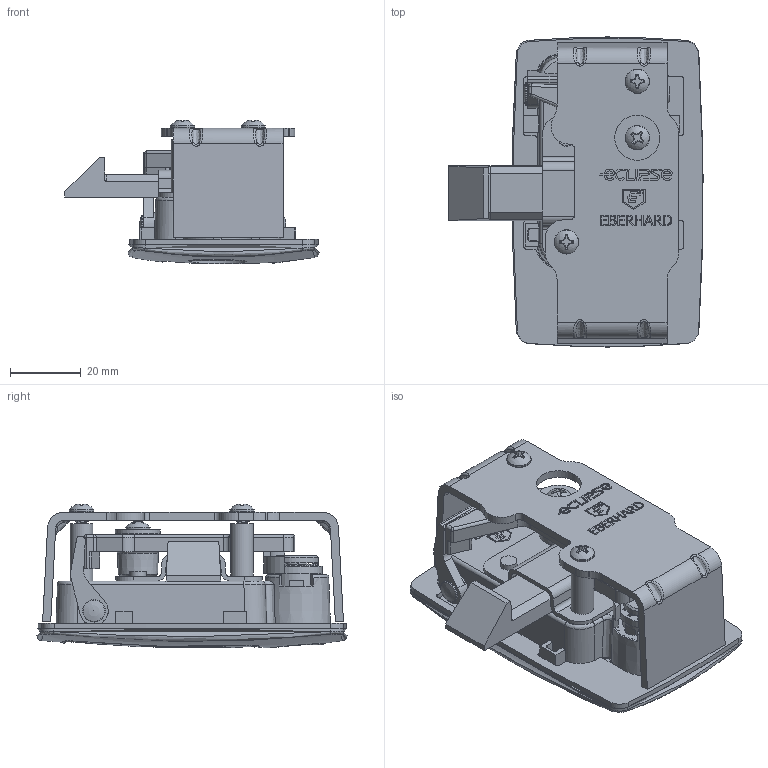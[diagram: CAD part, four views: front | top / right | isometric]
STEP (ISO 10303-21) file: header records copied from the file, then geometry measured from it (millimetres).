
FILE_DESCRIPTION(/* description */ ('ECLIPSE 2 -- SLAM LATCH WITH PULL RING, LOCKING'),/* implementation_level */ '2;1');
FILE_NAME(/* name */ 'ECL2-130-K2.stp',/* time_stamp */ '2023-11-28T14:05:28-05:00',/* author */ ('dtinay'),/* organization */ (''),/* preprocessor_version */ 'ST-DEVELOPER v20',/* originating_system */ 'Autodesk Inventor 2024',/* authorisation */ '');
FILE_SCHEMA (('AUTOMOTIVE_DESIGN { 1 0 10303 214 3 1 1 }'));
Products named in the file (30): ECL2-130-K2; ECL2-130-1K; ECL2-130-1K_1; INSERT_1; ECL2-130-2; ECL2-130-33; ECL2-130-34; ECL2-130-4SS; ECL-130-SS5-22; ECL-130-6; ECL2-130-7; ECL2-130-23SS; ECL2-130-41SS; 17111; 17111-0; 17111-1; 17111-2; 17111-3; 17111-4-A; 17111-4-B; 17111-4-C; 17111-4-D; 17111-4-E; 17111-5; 16463; 1-4881-17BR; ECL2-130-40SS; ECL-18X; ECL2-130-42SS; ECL2-430-10SS
Assembly tree (35 placements, depth 3):
  ECL2-130-K2
    ECL2-130-1K
      ECL2-130-1K_1
      INSERT_1
    ECL2-130-2
    ECL2-130-33
    ECL2-130-34
    ECL2-130-4SS
    ECL-130-SS5-22
    ECL-130-6
    ECL2-130-7
    ECL2-130-23SS
    ECL2-130-41SS
    17111
      17111-0
      17111-1  x2
      17111-2
      17111-3
      17111-4-A
      17111-4-B
      17111-4-C
      17111-4-D
      17111-4-E
      17111-5  x5
    16463
    1-4881-17BR
    ECL2-130-40SS  x2
    ECL-18X
    ECL2-130-42SS
    ECL2-430-10SS
Bounding box: 71.6 x 87.38 x 40.56 mm (x, y, z)
Volume: 63221.1 mm3; surface area: 54823.1 mm2
Topology: 33 solids, 33 shells, 2141 faces, 5688 edges, 3677 vertices
Faces by surface type: plane 1181, cylinder 497, bspline 379, cone 35, torus 30, sphere 19
Full cylindrical faces by diameter (mm): 2.108 x1, 2.653 x31, 3.175 x1, 3.251 x3, 3.264 x3, 3.409 x13, 4.166 x13, 4.623 x2, 4.75 x4, 4.775 x1, 5.359 x1, 6.35 x2, 6.375 x1, 6.401 x3, 6.439 x1, 6.452 x2, 6.858 x3, 8.001 x2, 8.115 x2, 12.294 x1, 12.7 x3, 13.7 x1, 14.9 x1, 15 x1, 15.6 x1, 16.256 x1
Entity records: 85690 total; most frequent: CARTESIAN_POINT 35334, ORIENTED_EDGE 10646, DIRECTION 9358, EDGE_CURVE 5323, LINE 3596, VECTOR 3596, VERTEX_POINT 3467, AXIS2_PLACEMENT_3D 2881
